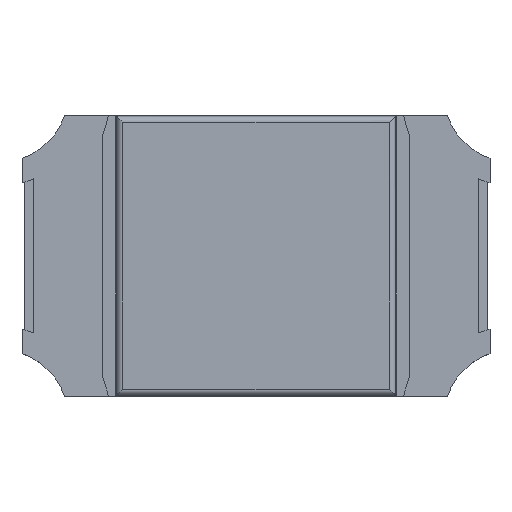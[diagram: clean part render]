
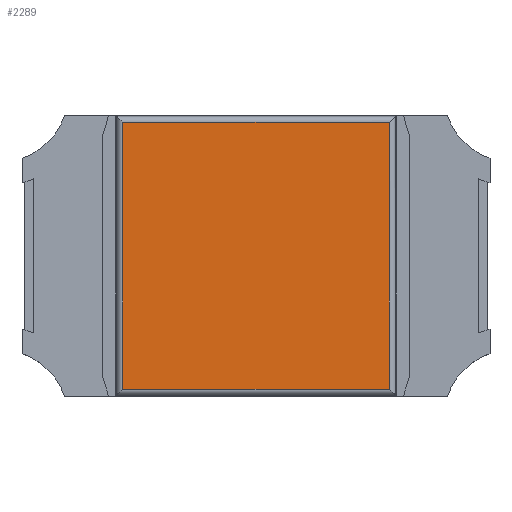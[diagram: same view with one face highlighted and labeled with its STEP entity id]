
A CAD part, top view. The second image highlights one B-rep face of the part: STEP entity #2289.
In plain terms, the highlighted planar face has unit normal (0, 0, 1).
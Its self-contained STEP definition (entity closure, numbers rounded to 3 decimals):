
#2193 = EDGE_CURVE('',#2194,#2196,#2198,.T.);
#2194 = VERTEX_POINT('',#2195);
#2195 = CARTESIAN_POINT('',(0.285,0.285,0.2));
#2196 = VERTEX_POINT('',#2197);
#2197 = CARTESIAN_POINT('',(0.285,-0.285,0.2));
#2198 = LINE('',#2199,#2200);
#2199 = CARTESIAN_POINT('',(0.285,0.3,0.2));
#2200 = VECTOR('',#2201,1.);
#2201 = DIRECTION('',(0.,-1.,0.));
#2226 = EDGE_CURVE('',#2196,#2227,#2229,.T.);
#2227 = VERTEX_POINT('',#2228);
#2228 = CARTESIAN_POINT('',(-0.285,-0.285,0.2));
#2229 = LINE('',#2230,#2231);
#2230 = CARTESIAN_POINT('',(0.3,-0.285,0.2));
#2231 = VECTOR('',#2232,1.);
#2232 = DIRECTION('',(-1.,0.,0.));
#2251 = EDGE_CURVE('',#2227,#2252,#2254,.T.);
#2252 = VERTEX_POINT('',#2253);
#2253 = CARTESIAN_POINT('',(-0.285,0.285,0.2));
#2254 = LINE('',#2255,#2256);
#2255 = CARTESIAN_POINT('',(-0.285,-0.3,0.2));
#2256 = VECTOR('',#2257,1.);
#2257 = DIRECTION('',(0.,1.,0.));
#2276 = EDGE_CURVE('',#2252,#2194,#2277,.T.);
#2277 = LINE('',#2278,#2279);
#2278 = CARTESIAN_POINT('',(-0.3,0.285,0.2));
#2279 = VECTOR('',#2280,1.);
#2280 = DIRECTION('',(1.,0.,0.));
#2289 = ADVANCED_FACE('',(#2290),#2296,.T.);
#2290 = FACE_BOUND('',#2291,.T.);
#2291 = EDGE_LOOP('',(#2292,#2293,#2294,#2295));
#2292 = ORIENTED_EDGE('',*,*,#2276,.F.);
#2293 = ORIENTED_EDGE('',*,*,#2251,.F.);
#2294 = ORIENTED_EDGE('',*,*,#2226,.F.);
#2295 = ORIENTED_EDGE('',*,*,#2193,.F.);
#2296 = PLANE('',#2297);
#2297 = AXIS2_PLACEMENT_3D('',#2298,#2299,#2300);
#2298 = CARTESIAN_POINT('',(-0.3,0.3,0.2));
#2299 = DIRECTION('',(0.,0.,1.));
#2300 = DIRECTION('',(1.,0.,0.));
